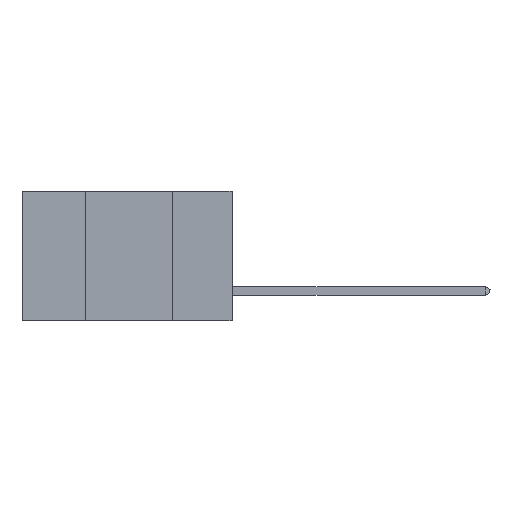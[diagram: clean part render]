
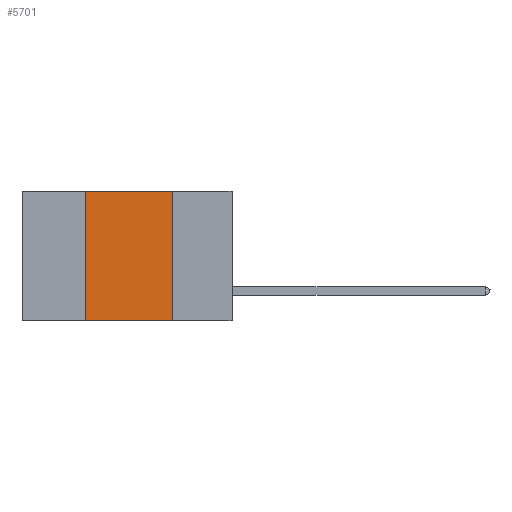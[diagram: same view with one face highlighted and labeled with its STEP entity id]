
A CAD part, left-side view. The second image highlights one B-rep face of the part: STEP entity #5701.
In plain terms, the highlighted planar face has unit normal (-1, 0, 0).
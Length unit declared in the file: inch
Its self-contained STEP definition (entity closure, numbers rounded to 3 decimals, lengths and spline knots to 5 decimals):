
#300 = CARTESIAN_POINT ( 'NONE',  ( 0., 0.6, -0.37 ) ) ;
#1752 = VERTEX_POINT ( 'NONE', #7527 ) ;
#2318 = CARTESIAN_POINT ( 'NONE',  ( 0., 0.42, 0. ) ) ;
#2572 = DIRECTION ( 'NONE',  ( 0., 0., -1. ) ) ;
#2716 = LINE ( 'NONE', #300, #17471 ) ;
#2763 = VERTEX_POINT ( 'NONE', #4940 ) ;
#3745 = EDGE_CURVE ( 'NONE', #1752, #7600, #24372, .T. ) ;
#4261 = VECTOR ( 'NONE', #16352, 39.37008 ) ;
#4940 = CARTESIAN_POINT ( 'NONE',  ( 0., 0.42, 0. ) ) ;
#5029 = ORIENTED_EDGE ( 'NONE', *, *, #3745, .F. ) ;
#5701 = ADVANCED_FACE ( 'NONE', ( #19748 ), #9958, .F. ) ;
#7116 = CARTESIAN_POINT ( 'NONE',  ( 0., 0.42, -0.37 ) ) ;
#7446 = ORIENTED_EDGE ( 'NONE', *, *, #12177, .F. ) ;
#7527 = CARTESIAN_POINT ( 'NONE',  ( 0., 0.17, 0. ) ) ;
#7600 = VERTEX_POINT ( 'NONE', #15359 ) ;
#7932 = CARTESIAN_POINT ( 'NONE',  ( 0., 0.6, 0. ) ) ;
#9648 = CARTESIAN_POINT ( 'NONE',  ( 0., 0.17, 0. ) ) ;
#9958 = PLANE ( 'NONE',  #13335 ) ;
#10717 = VECTOR ( 'NONE', #12059, 39.37008 ) ;
#12059 = DIRECTION ( 'NONE',  ( 0., 0., 1. ) ) ;
#12100 = ORIENTED_EDGE ( 'NONE', *, *, #20556, .F. ) ;
#12177 = EDGE_CURVE ( 'NONE', #23216, #2763, #12520, .T. ) ;
#12520 = LINE ( 'NONE', #2318, #10717 ) ;
#13335 = AXIS2_PLACEMENT_3D ( 'NONE', #7932, #23062, #23312 ) ;
#13829 = DIRECTION ( 'NONE',  ( 0., -1., 0. ) ) ;
#15359 = CARTESIAN_POINT ( 'NONE',  ( 0., 0.17, -0.37 ) ) ;
#16182 = CARTESIAN_POINT ( 'NONE',  ( 0., 0.6, 0. ) ) ;
#16352 = DIRECTION ( 'NONE',  ( 0., -1., 0. ) ) ;
#16521 = ORIENTED_EDGE ( 'NONE', *, *, #17995, .T. ) ;
#17471 = VECTOR ( 'NONE', #13829, 39.37008 ) ;
#17995 = EDGE_CURVE ( 'NONE', #23216, #7600, #2716, .T. ) ;
#18645 = VECTOR ( 'NONE', #2572, 39.37008 ) ;
#19748 = FACE_OUTER_BOUND ( 'NONE', #21055, .T. ) ;
#20233 = LINE ( 'NONE', #16182, #4261 ) ;
#20556 = EDGE_CURVE ( 'NONE', #2763, #1752, #20233, .T. ) ;
#21055 = EDGE_LOOP ( 'NONE', ( #5029, #12100, #7446, #16521 ) ) ;
#23062 = DIRECTION ( 'NONE',  ( 1., 0., 0. ) ) ;
#23216 = VERTEX_POINT ( 'NONE', #7116 ) ;
#23312 = DIRECTION ( 'NONE',  ( 0., 0., -1. ) ) ;
#24372 = LINE ( 'NONE', #9648, #18645 ) ;
